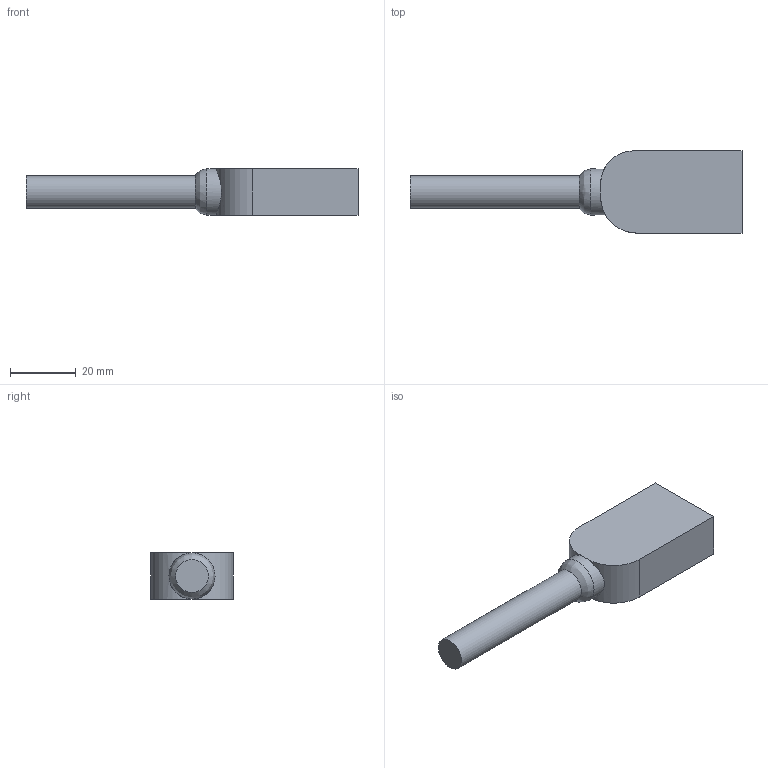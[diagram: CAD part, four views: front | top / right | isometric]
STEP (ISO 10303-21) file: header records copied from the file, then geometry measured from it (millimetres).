
FILE_DESCRIPTION(/* description */ (''),/* implementation_level */ '2;1');
FILE_NAME(/* name */ 'LPIL 3F.stp',/* time_stamp */ '2014-11-14T14:00:51+01:00',/* author */ ('sh'),/* organization */ (''),/* preprocessor_version */ 'ST-DEVELOPER v15.2',/* originating_system */ 'Autodesk Inventor 2014',/* authorisation */ '');
FILE_SCHEMA (('AUTOMOTIVE_DESIGN { 1 0 10303 214 3 1 1 }'));
Length unit declared in the file: millimetre
Products named in the file (1): LPIL 3F
Bounding box: 101 x 25 x 14 mm (x, y, z)
Volume: 18422.9 mm3; surface area: 6545.3 mm2
Topology: 1 solids, 1 shells, 79 faces, 208 edges, 137 vertices
Faces by surface type: plane 40, bspline 32, cylinder 7
Full cylindrical faces by diameter (mm): 4.5 x3, 10 x1, 14 x1
Entity records: 2736 total; most frequent: CARTESIAN_POINT 979, ORIENTED_EDGE 406, DIRECTION 251, EDGE_CURVE 203, VERTEX_POINT 137, LINE 121, VECTOR 121, EDGE_LOOP 90
